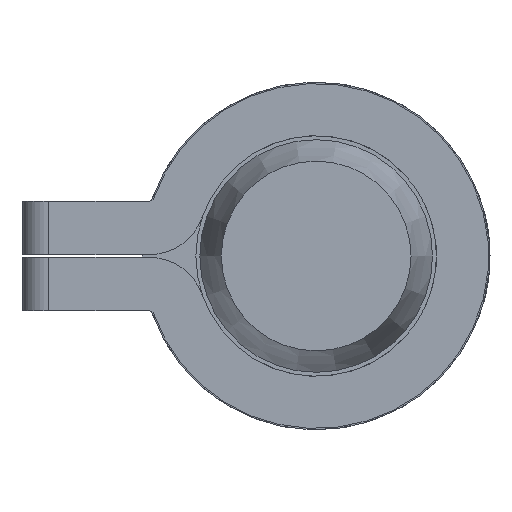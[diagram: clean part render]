
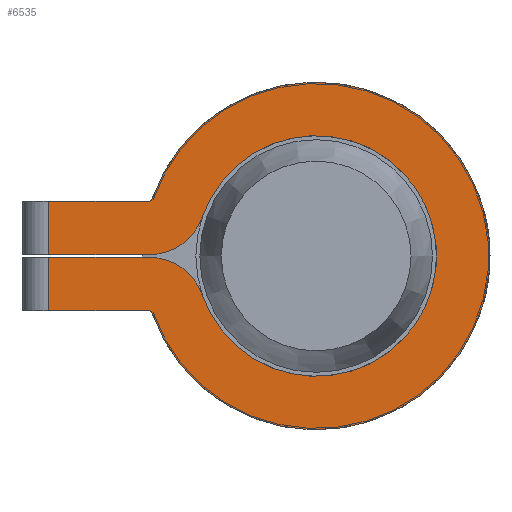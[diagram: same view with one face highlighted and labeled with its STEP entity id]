
A CAD part, front view. The second image highlights one B-rep face of the part: STEP entity #6535.
In plain terms, the highlighted face is planar.
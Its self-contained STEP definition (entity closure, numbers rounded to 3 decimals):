
#589=LINE('',#10770,#1189);
#594=LINE('',#10782,#1194);
#604=LINE('',#10821,#1204);
#608=LINE('',#10830,#1208);
#613=LINE('',#10846,#1213);
#614=LINE('',#10853,#1214);
#1189=VECTOR('',#8397,10.);
#1194=VECTOR('',#8408,10.);
#1204=VECTOR('',#8446,10.);
#1208=VECTOR('',#8456,10.);
#1213=VECTOR('',#8475,10.);
#1214=VECTOR('',#8488,10.);
#1701=FACE_OUTER_BOUND('',#2088,.T.);
#2088=EDGE_LOOP('',(#5094,#5095,#5096,#5097,#5098,#5099,#5100,#5101,#5102,
#5103,#5104,#5105));
#2389=CIRCLE('',#7127,6.5);
#2403=CIRCLE('',#7155,2.1);
#2404=CIRCLE('',#7157,4.5);
#2405=CIRCLE('',#7159,2.1);
#2406=CIRCLE('',#7162,0.1);
#2407=CIRCLE('',#7165,0.1);
#2816=VERTEX_POINT('',#10756);
#2817=VERTEX_POINT('',#10758);
#2819=VERTEX_POINT('',#10767);
#2820=VERTEX_POINT('',#10769);
#2824=VERTEX_POINT('',#10781);
#2838=VERTEX_POINT('',#10818);
#2839=VERTEX_POINT('',#10820);
#2841=VERTEX_POINT('',#10828);
#2842=VERTEX_POINT('',#10832);
#2843=VERTEX_POINT('',#10834);
#2844=VERTEX_POINT('',#10838);
#2845=VERTEX_POINT('',#10844);
#3608=EDGE_CURVE('',#2817,#2816,#2389,.T.);
#3611=EDGE_CURVE('',#2819,#2820,#589,.T.);
#3617=EDGE_CURVE('',#2824,#2820,#594,.T.);
#3637=EDGE_CURVE('',#2839,#2838,#604,.T.);
#3642=EDGE_CURVE('',#2841,#2838,#608,.T.);
#3644=EDGE_CURVE('',#2843,#2842,#2403,.T.);
#3647=EDGE_CURVE('',#2842,#2844,#2404,.T.);
#3648=EDGE_CURVE('',#2844,#2824,#2405,.T.);
#3650=EDGE_CURVE('',#2819,#2845,#613,.T.);
#3651=EDGE_CURVE('',#2845,#2817,#2406,.T.);
#3652=EDGE_CURVE('',#2816,#2839,#2407,.T.);
#3653=EDGE_CURVE('',#2841,#2843,#614,.T.);
#5094=ORIENTED_EDGE('',*,*,#3611,.F.);
#5095=ORIENTED_EDGE('',*,*,#3650,.T.);
#5096=ORIENTED_EDGE('',*,*,#3651,.T.);
#5097=ORIENTED_EDGE('',*,*,#3608,.T.);
#5098=ORIENTED_EDGE('',*,*,#3652,.T.);
#5099=ORIENTED_EDGE('',*,*,#3637,.T.);
#5100=ORIENTED_EDGE('',*,*,#3642,.F.);
#5101=ORIENTED_EDGE('',*,*,#3653,.T.);
#5102=ORIENTED_EDGE('',*,*,#3644,.T.);
#5103=ORIENTED_EDGE('',*,*,#3647,.T.);
#5104=ORIENTED_EDGE('',*,*,#3648,.T.);
#5105=ORIENTED_EDGE('',*,*,#3617,.T.);
#6210=PLANE('',#7167);
#6535=ADVANCED_FACE('',(#1701),#6210,.F.);
#7127=AXIS2_PLACEMENT_3D('',#10759,#8382,#8383);
#7155=AXIS2_PLACEMENT_3D('',#10835,#8460,#8461);
#7157=AXIS2_PLACEMENT_3D('',#10840,#8466,#8467);
#7159=AXIS2_PLACEMENT_3D('',#10842,#8470,#8471);
#7162=AXIS2_PLACEMENT_3D('',#10848,#8478,#8479);
#7165=AXIS2_PLACEMENT_3D('',#10851,#8484,#8485);
#7167=AXIS2_PLACEMENT_3D('',#10854,#8489,#8490);
#8382=DIRECTION('center_axis',(0.,0.,-1.));
#8383=DIRECTION('ref_axis',(0.945,0.326,0.));
#8397=DIRECTION('',(0.,-1.,0.));
#8408=DIRECTION('',(-1.,0.,0.));
#8446=DIRECTION('',(-1.,0.,0.));
#8456=DIRECTION('',(0.,-1.,0.));
#8460=DIRECTION('center_axis',(0.,0.,-1.));
#8461=DIRECTION('ref_axis',(-0.945,-0.326,0.));
#8466=DIRECTION('center_axis',(0.,0.,1.));
#8467=DIRECTION('ref_axis',(-0.945,-0.326,0.));
#8470=DIRECTION('center_axis',(0.,0.,-1.));
#8471=DIRECTION('ref_axis',(0.,1.,0.));
#8475=DIRECTION('',(1.,0.,0.));
#8478=DIRECTION('center_axis',(0.,0.,1.));
#8479=DIRECTION('ref_axis',(0.,-1.,0.));
#8484=DIRECTION('center_axis',(0.,0.,1.));
#8485=DIRECTION('ref_axis',(0.945,0.326,0.));
#8488=DIRECTION('',(1.,0.,0.));
#8489=DIRECTION('center_axis',(0.,0.,1.));
#8490=DIRECTION('ref_axis',(1.,0.,0.));
#10756=CARTESIAN_POINT('',(-6.145,-2.117,0.));
#10758=CARTESIAN_POINT('',(-6.145,2.117,0.));
#10759=CARTESIAN_POINT('Origin',(0.,0.,0.));
#10767=CARTESIAN_POINT('',(-10.,2.05,0.));
#10769=CARTESIAN_POINT('',(-10.,0.05,0.));
#10770=CARTESIAN_POINT('',(-10.,0.025,0.));
#10781=CARTESIAN_POINT('',(-6.24,0.05,0.));
#10782=CARTESIAN_POINT('',(-6.24,0.05,0.));
#10818=CARTESIAN_POINT('',(-10.,-2.05,0.));
#10820=CARTESIAN_POINT('',(-6.24,-2.05,0.));
#10821=CARTESIAN_POINT('',(-6.24,-2.05,0.));
#10828=CARTESIAN_POINT('',(-10.,-0.05,0.));
#10830=CARTESIAN_POINT('',(-10.,-1.025,0.));
#10832=CARTESIAN_POINT('',(-4.255,-1.466,0.));
#10834=CARTESIAN_POINT('',(-6.24,-0.05,0.));
#10835=CARTESIAN_POINT('Origin',(-6.24,-2.15,0.));
#10838=CARTESIAN_POINT('',(-4.255,1.466,0.));
#10840=CARTESIAN_POINT('Origin',(0.,0.,0.));
#10842=CARTESIAN_POINT('Origin',(-6.24,2.15,0.));
#10844=CARTESIAN_POINT('',(-6.24,2.05,0.));
#10846=CARTESIAN_POINT('',(-11.,2.05,0.));
#10848=CARTESIAN_POINT('Origin',(-6.24,2.15,0.));
#10851=CARTESIAN_POINT('Origin',(-6.24,-2.15,0.));
#10853=CARTESIAN_POINT('',(-11.,-0.05,0.));
#10854=CARTESIAN_POINT('Origin',(-2.551,0.,
0.));
